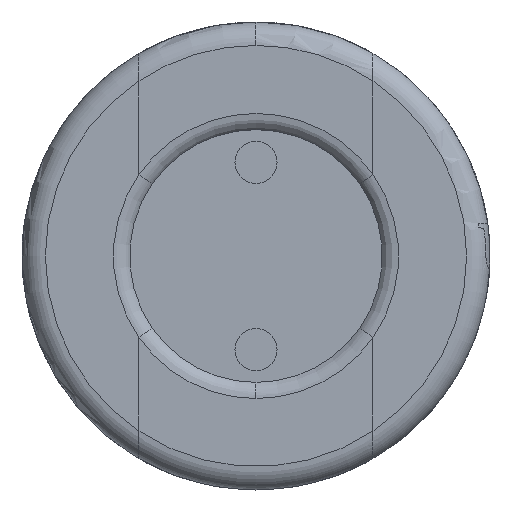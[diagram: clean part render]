
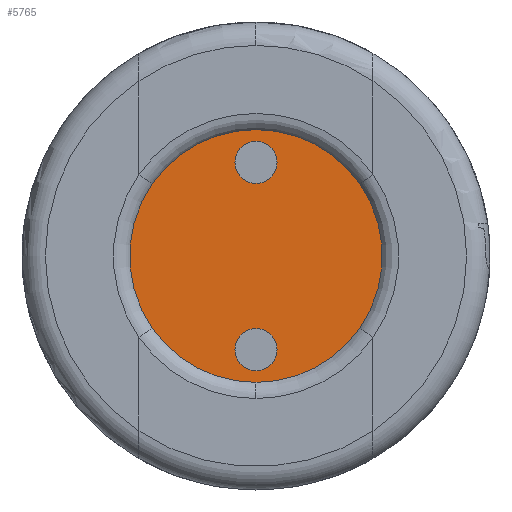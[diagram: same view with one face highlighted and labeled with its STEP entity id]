
A CAD part, left-side view. The second image highlights one B-rep face of the part: STEP entity #5765.
In plain terms, the highlighted planar face has unit normal (-1, 0, 0).
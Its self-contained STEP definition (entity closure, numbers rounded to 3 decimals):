
#51 = VERTEX_POINT ( 'NONE', #2692 ) ;
#218 = VERTEX_POINT ( 'NONE', #9543 ) ;
#260 = ORIENTED_EDGE ( 'NONE', *, *, #5166, .T. ) ;
#271 = CIRCLE ( 'NONE', #3254, 1.35 ) ;
#284 = ORIENTED_EDGE ( 'NONE', *, *, #4168, .T. ) ;
#843 = VERTEX_POINT ( 'NONE', #6896 ) ;
#868 = FACE_OUTER_BOUND ( 'NONE', #5583, .T. ) ;
#1157 = CIRCLE ( 'NONE', #7718, 1.35 ) ;
#1369 = AXIS2_PLACEMENT_3D ( 'NONE', #4114, #7782, #5237 ) ;
#1488 = CARTESIAN_POINT ( 'NONE',  ( -3.65, 0., 0. ) ) ;
#1706 = DIRECTION ( 'NONE',  ( -1., 0., 0. ) ) ;
#1870 = PLANE ( 'NONE',  #2318 ) ;
#2292 = CARTESIAN_POINT ( 'NONE',  ( -3.65, -1.108, 0.771 ) ) ;
#2318 = AXIS2_PLACEMENT_3D ( 'NONE', #5334, #4440, #10639 ) ;
#2409 = DIRECTION ( 'NONE',  ( 0., 0., 1. ) ) ;
#2558 = EDGE_CURVE ( 'NONE', #843, #218, #271, .T. ) ;
#2570 = DIRECTION ( 'NONE',  ( 0., 0., 1. ) ) ;
#2692 = CARTESIAN_POINT ( 'NONE',  ( -3.65, -1.108, -0.771 ) ) ;
#3254 = AXIS2_PLACEMENT_3D ( 'NONE', #1488, #4944, #4107 ) ;
#4107 = DIRECTION ( 'NONE',  ( 0., 0., 1. ) ) ;
#4114 = CARTESIAN_POINT ( 'NONE',  ( -3.65, 0., 0. ) ) ;
#4168 = EDGE_CURVE ( 'NONE', #6153, #51, #10734, .T. ) ;
#4440 = DIRECTION ( 'NONE',  ( -1., 0., 0. ) ) ;
#4469 = DIRECTION ( 'NONE',  ( -1., 0., 0. ) ) ;
#4587 = CARTESIAN_POINT ( 'NONE',  ( -3.65, 0., 0. ) ) ;
#4944 = DIRECTION ( 'NONE',  ( -1., 0., 0. ) ) ;
#5166 = EDGE_CURVE ( 'NONE', #7502, #843, #7568, .T. ) ;
#5226 = EDGE_CURVE ( 'NONE', #218, #6153, #8515, .T. ) ;
#5237 = DIRECTION ( 'NONE',  ( 0., 0., 1. ) ) ;
#5334 = CARTESIAN_POINT ( 'NONE',  ( -3.65, 0., 0. ) ) ;
#5583 = EDGE_LOOP ( 'NONE', ( #6261, #10329, #284, #6889, #260 ) ) ;
#5765 = ADVANCED_FACE ( 'NONE', ( #868 ), #1870, .T. ) ;
#6153 = VERTEX_POINT ( 'NONE', #6374 ) ;
#6261 = ORIENTED_EDGE ( 'NONE', *, *, #2558, .T. ) ;
#6374 = CARTESIAN_POINT ( 'NONE',  ( -3.65, 0., -1.35 ) ) ;
#6889 = ORIENTED_EDGE ( 'NONE', *, *, #8438, .T. ) ;
#6896 = CARTESIAN_POINT ( 'NONE',  ( -3.65, 1.108, 0.771 ) ) ;
#7056 = CARTESIAN_POINT ( 'NONE',  ( -3.65, 0., 0. ) ) ;
#7313 = DIRECTION ( 'NONE',  ( 0., 0., 1. ) ) ;
#7502 = VERTEX_POINT ( 'NONE', #2292 ) ;
#7568 = CIRCLE ( 'NONE', #1369, 1.35 ) ;
#7705 = CARTESIAN_POINT ( 'NONE',  ( -3.65, 0., 0. ) ) ;
#7718 = AXIS2_PLACEMENT_3D ( 'NONE', #7705, #11425, #2409 ) ;
#7782 = DIRECTION ( 'NONE',  ( -1., 0., 0. ) ) ;
#8438 = EDGE_CURVE ( 'NONE', #51, #7502, #1157, .T. ) ;
#8515 = CIRCLE ( 'NONE', #10769, 1.35 ) ;
#9543 = CARTESIAN_POINT ( 'NONE',  ( -3.65, 1.108, -0.771 ) ) ;
#10329 = ORIENTED_EDGE ( 'NONE', *, *, #5226, .T. ) ;
#10639 = DIRECTION ( 'NONE',  ( 0., 0., 1. ) ) ;
#10734 = CIRCLE ( 'NONE', #11305, 1.35 ) ;
#10769 = AXIS2_PLACEMENT_3D ( 'NONE', #4587, #4469, #7313 ) ;
#11305 = AXIS2_PLACEMENT_3D ( 'NONE', #7056, #1706, #2570 ) ;
#11425 = DIRECTION ( 'NONE',  ( -1., 0., 0. ) ) ;
